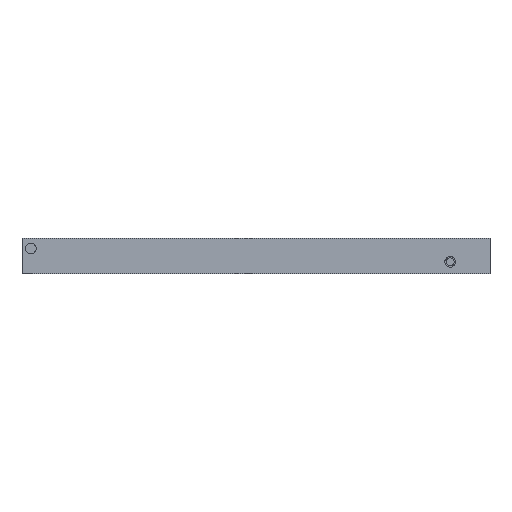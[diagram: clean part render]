
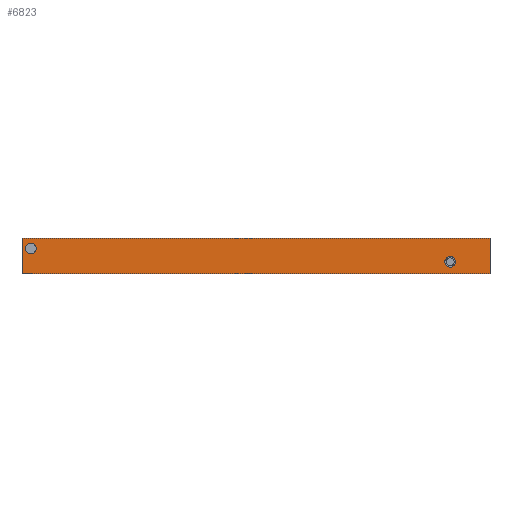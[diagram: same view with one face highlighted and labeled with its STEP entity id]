
A CAD part, left-side view. The second image highlights one B-rep face of the part: STEP entity #6823.
In plain terms, the highlighted planar face has unit normal (-1, 0, 0).
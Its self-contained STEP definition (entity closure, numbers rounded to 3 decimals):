
#88=CIRCLE('',#7175,2.3);
#132=CIRCLE('',#7247,2.3);
#198=FACE_BOUND('',#884,.T.);
#199=FACE_BOUND('',#885,.T.);
#467=FACE_OUTER_BOUND('',#883,.T.);
#883=EDGE_LOOP('',(#5421,#5422,#5423,#5424));
#884=EDGE_LOOP('',(#5425));
#885=EDGE_LOOP('',(#5426));
#1225=LINE('',#9467,#2088);
#1543=LINE('',#10326,#2406);
#1544=LINE('',#10328,#2407);
#1545=LINE('',#10329,#2408);
#2088=VECTOR('',#7665,10.);
#2406=VECTOR('',#8481,10.);
#2407=VECTOR('',#8482,10.);
#2408=VECTOR('',#8483,10.);
#2907=VERTEX_POINT('',#9464);
#2908=VERTEX_POINT('',#9466);
#3113=VERTEX_POINT('',#10087);
#3158=VERTEX_POINT('',#10229);
#3178=VERTEX_POINT('',#10325);
#3179=VERTEX_POINT('',#10327);
#3583=EDGE_CURVE('',#2908,#2907,#1225,.T.);
#3883=EDGE_CURVE('',#3113,#3113,#88,.T.);
#3943=EDGE_CURVE('',#3158,#3158,#132,.T.);
#3984=EDGE_CURVE('',#2907,#3178,#1543,.T.);
#3985=EDGE_CURVE('',#3178,#3179,#1544,.T.);
#3986=EDGE_CURVE('',#3179,#2908,#1545,.T.);
#5421=ORIENTED_EDGE('',*,*,#3984,.T.);
#5422=ORIENTED_EDGE('',*,*,#3985,.T.);
#5423=ORIENTED_EDGE('',*,*,#3986,.T.);
#5424=ORIENTED_EDGE('',*,*,#3583,.T.);
#5425=ORIENTED_EDGE('',*,*,#3883,.T.);
#5426=ORIENTED_EDGE('',*,*,#3943,.T.);
#6466=PLANE('',#7283);
#6823=ADVANCED_FACE('',(#467,#198,#199),#6466,.T.);
#7175=AXIS2_PLACEMENT_3D('',#10088,#8221,#8222);
#7247=AXIS2_PLACEMENT_3D('',#10230,#8380,#8381);
#7283=AXIS2_PLACEMENT_3D('',#10324,#8479,#8480);
#7665=DIRECTION('',(0.,1.,0.));
#8221=DIRECTION('center_axis',(1.,0.,0.));
#8222=DIRECTION('ref_axis',(0.,-1.,0.));
#8380=DIRECTION('center_axis',(1.,0.,0.));
#8381=DIRECTION('ref_axis',(0.,-1.,0.));
#8479=DIRECTION('center_axis',(-1.,0.,0.));
#8480=DIRECTION('ref_axis',(0.,0.,1.));
#8481=DIRECTION('',(0.,0.,-1.));
#8482=DIRECTION('',(0.,-1.,0.));
#8483=DIRECTION('',(0.,0.,1.));
#9464=CARTESIAN_POINT('',(-100.,100.,37.));
#9466=CARTESIAN_POINT('',(-100.,-100.,37.));
#9467=CARTESIAN_POINT('',(-100.,-51.5,37.));
#10087=CARTESIAN_POINT('',(-100.,98.55,32.714));
#10088=CARTESIAN_POINT('Origin',(-100.,96.25,32.714));
#10229=CARTESIAN_POINT('',(-100.,-80.7,27.));
#10230=CARTESIAN_POINT('Origin',(-100.,-83.,27.));
#10324=CARTESIAN_POINT('Origin',(-100.,-103.,37.));
#10325=CARTESIAN_POINT('',(-100.,100.,22.));
#10326=CARTESIAN_POINT('',(-100.,100.,37.));
#10327=CARTESIAN_POINT('',(-100.,-100.,22.));
#10328=CARTESIAN_POINT('',(-100.,-51.5,22.));
#10329=CARTESIAN_POINT('',(-100.,-100.,37.));
